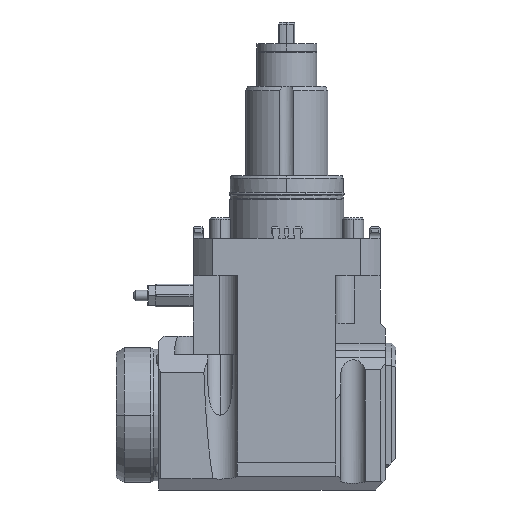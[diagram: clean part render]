
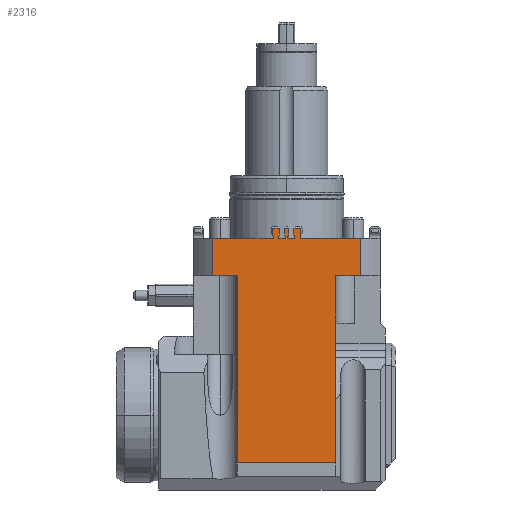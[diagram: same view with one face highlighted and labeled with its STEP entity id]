
A CAD part, front view. The second image highlights one B-rep face of the part: STEP entity #2316.
In plain terms, the highlighted planar face has unit normal (0, -1, 0).
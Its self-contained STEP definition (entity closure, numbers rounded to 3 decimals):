
#749=CARTESIAN_POINT('',(-23.5,-42.,-18.));
#750=VERTEX_POINT('',#749);
#775=CARTESIAN_POINT('',(-23.5,-42.,-88.903));
#776=VERTEX_POINT('',#775);
#783=CARTESIAN_POINT('',(-23.5,-42.,-18.));
#784=DIRECTION('',(0.,0.,-1.));
#785=VECTOR('',#784,70.903);
#786=LINE('',#783,#785);
#787=EDGE_CURVE('',#750,#776,#786,.T.);
#1742=CARTESIAN_POINT('',(-35.511,-42.,0.));
#1743=VERTEX_POINT('',#1742);
#1751=CARTESIAN_POINT('',(-6.546,-42.,-0.));
#1752=VERTEX_POINT('',#1751);
#1753=CARTESIAN_POINT('',(-6.546,-42.,-0.));
#1754=DIRECTION('',(-1.,0.,0.));
#1755=VECTOR('',#1754,28.965);
#1756=LINE('',#1753,#1755);
#1757=EDGE_CURVE('',#1752,#1743,#1756,.T.);
#1775=CARTESIAN_POINT('',(-3.822,-42.,-0.));
#1776=VERTEX_POINT('',#1775);
#1783=CARTESIAN_POINT('',(-0.678,-42.,-0.));
#1784=VERTEX_POINT('',#1783);
#1785=CARTESIAN_POINT('',(-3.822,-42.,-0.));
#1786=DIRECTION('',(1.,0.,-0.));
#1787=VECTOR('',#1786,3.145);
#1788=LINE('',#1785,#1787);
#1789=EDGE_CURVE('',#1776,#1784,#1788,.T.);
#1807=CARTESIAN_POINT('',(0.678,-42.,-0.));
#1808=VERTEX_POINT('',#1807);
#1815=CARTESIAN_POINT('',(3.822,-42.,-0.));
#1816=VERTEX_POINT('',#1815);
#1817=CARTESIAN_POINT('',(0.678,-42.,-0.));
#1818=DIRECTION('',(1.,0.,-0.));
#1819=VECTOR('',#1818,3.145);
#1820=LINE('',#1817,#1819);
#1821=EDGE_CURVE('',#1808,#1816,#1820,.T.);
#1839=CARTESIAN_POINT('',(6.546,-42.,-0.));
#1840=VERTEX_POINT('',#1839);
#1847=CARTESIAN_POINT('',(35.511,-42.,-0.));
#1848=VERTEX_POINT('',#1847);
#1849=CARTESIAN_POINT('',(35.511,-42.,-0.));
#1850=DIRECTION('',(-1.,0.,0.));
#1851=VECTOR('',#1850,28.965);
#1852=LINE('',#1849,#1851);
#1853=EDGE_CURVE('',#1848,#1840,#1852,.T.);
#2123=CARTESIAN_POINT('',(-45.,-42.,0.));
#2124=DIRECTION('',(-0.,-1.,-0.));
#2125=DIRECTION('',(-0.,0.,-1.));
#2126=AXIS2_PLACEMENT_3D('',#2123,#2124,#2125);
#2127=PLANE('',#2126);
#2128=CARTESIAN_POINT('',(-3.5,-42.,1.577));
#2129=VERTEX_POINT('',#2128);
#2130=CARTESIAN_POINT('',(-2.25,-42.,0.5));
#2131=DIRECTION('',(0.,1.,0.));
#2132=DIRECTION('',(0.,-0.,1.));
#2133=AXIS2_PLACEMENT_3D('',#2130,#2131,#2132);
#2134=CIRCLE('',#2133,1.65);
#2135=EDGE_CURVE('',#1776,#2129,#2134,.T.);
#2136=ORIENTED_EDGE('',*,*,#2135,.T.);
#2137=CARTESIAN_POINT('',(-3.5,-42.,4.8));
#2138=VERTEX_POINT('',#2137);
#2139=CARTESIAN_POINT('',(-3.5,-42.,1.577));
#2140=DIRECTION('',(0.,0.,1.));
#2141=VECTOR('',#2140,3.223);
#2142=LINE('',#2139,#2141);
#2143=EDGE_CURVE('',#2129,#2138,#2142,.T.);
#2144=ORIENTED_EDGE('',*,*,#2143,.T.);
#2145=CARTESIAN_POINT('',(-6.805,-42.,4.8));
#2146=VERTEX_POINT('',#2145);
#2147=CARTESIAN_POINT('',(-6.805,-42.,4.8));
#2148=DIRECTION('',(1.,0.,-0.));
#2149=VECTOR('',#2148,3.305);
#2150=LINE('',#2147,#2149);
#2151=EDGE_CURVE('',#2146,#2138,#2150,.T.);
#2152=ORIENTED_EDGE('',*,*,#2151,.F.);
#2153=CARTESIAN_POINT('',(-6.805,-42.,1.759));
#2154=VERTEX_POINT('',#2153);
#2155=CARTESIAN_POINT('',(-6.805,-42.,1.759));
#2156=DIRECTION('',(0.,0.,1.));
#2157=VECTOR('',#2156,3.041);
#2158=LINE('',#2155,#2157);
#2159=EDGE_CURVE('',#2154,#2146,#2158,.T.);
#2160=ORIENTED_EDGE('',*,*,#2159,.F.);
#2161=CARTESIAN_POINT('',(-9.25,-42.,0.5));
#2162=DIRECTION('',(0.,1.,0.));
#2163=DIRECTION('',(0.,-0.,1.));
#2164=AXIS2_PLACEMENT_3D('',#2161,#2162,#2163);
#2165=CIRCLE('',#2164,2.75);
#2166=EDGE_CURVE('',#2154,#1752,#2165,.T.);
#2167=ORIENTED_EDGE('',*,*,#2166,.T.);
#2168=ORIENTED_EDGE('',*,*,#1757,.T.);
#2169=CARTESIAN_POINT('',(-35.511,-42.,-18.));
#2170=VERTEX_POINT('',#2169);
#2171=CARTESIAN_POINT('',(-35.511,-42.,0.));
#2172=DIRECTION('',(0.,0.,-1.));
#2173=VECTOR('',#2172,18.);
#2174=LINE('',#2171,#2173);
#2175=EDGE_CURVE('',#1743,#2170,#2174,.T.);
#2176=ORIENTED_EDGE('',*,*,#2175,.T.);
#2177=CARTESIAN_POINT('',(-23.5,-42.,-18.));
#2178=DIRECTION('',(-1.,0.,0.));
#2179=VECTOR('',#2178,12.011);
#2180=LINE('',#2177,#2179);
#2181=EDGE_CURVE('',#750,#2170,#2180,.T.);
#2182=ORIENTED_EDGE('',*,*,#2181,.F.);
#2183=ORIENTED_EDGE('',*,*,#787,.T.);
#2184=CARTESIAN_POINT('',(-23.665,-42.,-108.));
#2185=VERTEX_POINT('',#2184);
#2186=CARTESIAN_POINT('',(-32.,-42.,-88.903));
#2187=DIRECTION('',(0.,1.,0.));
#2188=DIRECTION('',(0.,0.,-1.));
#2189=AXIS2_PLACEMENT_3D('',#2186,#2187,#2188);
#2190=ELLIPSE('',#2189,97.527,8.5);
#2191=EDGE_CURVE('',#776,#2185,#2190,.T.);
#2192=ORIENTED_EDGE('',*,*,#2191,.T.);
#2193=CARTESIAN_POINT('',(23.5,-42.,-108.));
#2194=VERTEX_POINT('',#2193);
#2195=CARTESIAN_POINT('',(-23.665,-42.,-108.));
#2196=DIRECTION('',(1.,0.,-0.));
#2197=VECTOR('',#2196,47.165);
#2198=LINE('',#2195,#2197);
#2199=EDGE_CURVE('',#2185,#2194,#2198,.T.);
#2200=ORIENTED_EDGE('',*,*,#2199,.T.);
#2201=CARTESIAN_POINT('',(23.5,-42.,-77.5));
#2202=VERTEX_POINT('',#2201);
#2203=CARTESIAN_POINT('',(23.5,-42.,-77.5));
#2204=DIRECTION('',(0.,0.,-1.));
#2205=VECTOR('',#2204,30.5);
#2206=LINE('',#2203,#2205);
#2207=EDGE_CURVE('',#2202,#2194,#2206,.T.);
#2208=ORIENTED_EDGE('',*,*,#2207,.F.);
#2209=CARTESIAN_POINT('',(23.5,-42.,-18.));
#2210=VERTEX_POINT('',#2209);
#2211=CARTESIAN_POINT('',(23.5,-42.,-77.5));
#2212=DIRECTION('',(0.,0.,1.));
#2213=VECTOR('',#2212,59.5);
#2214=LINE('',#2211,#2213);
#2215=EDGE_CURVE('',#2202,#2210,#2214,.T.);
#2216=ORIENTED_EDGE('',*,*,#2215,.T.);
#2217=CARTESIAN_POINT('',(35.511,-42.,-18.));
#2218=VERTEX_POINT('',#2217);
#2219=CARTESIAN_POINT('',(35.511,-42.,-18.));
#2220=DIRECTION('',(-1.,0.,0.));
#2221=VECTOR('',#2220,12.011);
#2222=LINE('',#2219,#2221);
#2223=EDGE_CURVE('',#2218,#2210,#2222,.T.);
#2224=ORIENTED_EDGE('',*,*,#2223,.F.);
#2225=CARTESIAN_POINT('',(35.511,-42.,-18.));
#2226=DIRECTION('',(0.,0.,1.));
#2227=VECTOR('',#2226,18.);
#2228=LINE('',#2225,#2227);
#2229=EDGE_CURVE('',#2218,#1848,#2228,.T.);
#2230=ORIENTED_EDGE('',*,*,#2229,.T.);
#2231=ORIENTED_EDGE('',*,*,#1853,.T.);
#2232=CARTESIAN_POINT('',(6.805,-42.,1.759));
#2233=VERTEX_POINT('',#2232);
#2234=CARTESIAN_POINT('',(9.25,-42.,0.5));
#2235=DIRECTION('',(0.,1.,0.));
#2236=DIRECTION('',(0.,-0.,1.));
#2237=AXIS2_PLACEMENT_3D('',#2234,#2235,#2236);
#2238=CIRCLE('',#2237,2.75);
#2239=EDGE_CURVE('',#1840,#2233,#2238,.T.);
#2240=ORIENTED_EDGE('',*,*,#2239,.T.);
#2241=CARTESIAN_POINT('',(6.805,-42.,4.8));
#2242=VERTEX_POINT('',#2241);
#2243=CARTESIAN_POINT('',(6.805,-42.,4.8));
#2244=DIRECTION('',(0.,0.,-1.));
#2245=VECTOR('',#2244,3.041);
#2246=LINE('',#2243,#2245);
#2247=EDGE_CURVE('',#2242,#2233,#2246,.T.);
#2248=ORIENTED_EDGE('',*,*,#2247,.F.);
#2249=CARTESIAN_POINT('',(3.5,-42.,4.8));
#2250=VERTEX_POINT('',#2249);
#2251=CARTESIAN_POINT('',(3.5,-42.,4.8));
#2252=DIRECTION('',(1.,0.,-0.));
#2253=VECTOR('',#2252,3.305);
#2254=LINE('',#2251,#2253);
#2255=EDGE_CURVE('',#2250,#2242,#2254,.T.);
#2256=ORIENTED_EDGE('',*,*,#2255,.F.);
#2257=CARTESIAN_POINT('',(3.5,-42.,1.577));
#2258=VERTEX_POINT('',#2257);
#2259=CARTESIAN_POINT('',(3.5,-42.,4.8));
#2260=DIRECTION('',(0.,0.,-1.));
#2261=VECTOR('',#2260,3.223);
#2262=LINE('',#2259,#2261);
#2263=EDGE_CURVE('',#2250,#2258,#2262,.T.);
#2264=ORIENTED_EDGE('',*,*,#2263,.T.);
#2265=CARTESIAN_POINT('',(2.25,-42.,0.5));
#2266=DIRECTION('',(0.,1.,0.));
#2267=DIRECTION('',(0.,-0.,1.));
#2268=AXIS2_PLACEMENT_3D('',#2265,#2266,#2267);
#2269=CIRCLE('',#2268,1.65);
#2270=EDGE_CURVE('',#2258,#1816,#2269,.T.);
#2271=ORIENTED_EDGE('',*,*,#2270,.T.);
#2272=ORIENTED_EDGE('',*,*,#1821,.F.);
#2273=CARTESIAN_POINT('',(1.,-42.,1.577));
#2274=VERTEX_POINT('',#2273);
#2275=CARTESIAN_POINT('',(2.25,-42.,0.5));
#2276=DIRECTION('',(0.,1.,0.));
#2277=DIRECTION('',(0.,-0.,1.));
#2278=AXIS2_PLACEMENT_3D('',#2275,#2276,#2277);
#2279=CIRCLE('',#2278,1.65);
#2280=EDGE_CURVE('',#1808,#2274,#2279,.T.);
#2281=ORIENTED_EDGE('',*,*,#2280,.T.);
#2282=CARTESIAN_POINT('',(1.,-42.,4.8));
#2283=VERTEX_POINT('',#2282);
#2284=CARTESIAN_POINT('',(1.,-42.,1.577));
#2285=DIRECTION('',(0.,0.,1.));
#2286=VECTOR('',#2285,3.223);
#2287=LINE('',#2284,#2286);
#2288=EDGE_CURVE('',#2274,#2283,#2287,.T.);
#2289=ORIENTED_EDGE('',*,*,#2288,.T.);
#2290=CARTESIAN_POINT('',(-1.,-42.,4.8));
#2291=VERTEX_POINT('',#2290);
#2292=CARTESIAN_POINT('',(-1.,-42.,4.8));
#2293=DIRECTION('',(1.,0.,-0.));
#2294=VECTOR('',#2293,2.);
#2295=LINE('',#2292,#2294);
#2296=EDGE_CURVE('',#2291,#2283,#2295,.T.);
#2297=ORIENTED_EDGE('',*,*,#2296,.F.);
#2298=CARTESIAN_POINT('',(-1.,-42.,1.577));
#2299=VERTEX_POINT('',#2298);
#2300=CARTESIAN_POINT('',(-1.,-42.,4.8));
#2301=DIRECTION('',(0.,0.,-1.));
#2302=VECTOR('',#2301,3.223);
#2303=LINE('',#2300,#2302);
#2304=EDGE_CURVE('',#2291,#2299,#2303,.T.);
#2305=ORIENTED_EDGE('',*,*,#2304,.T.);
#2306=CARTESIAN_POINT('',(-2.25,-42.,0.5));
#2307=DIRECTION('',(0.,1.,0.));
#2308=DIRECTION('',(0.,-0.,1.));
#2309=AXIS2_PLACEMENT_3D('',#2306,#2307,#2308);
#2310=CIRCLE('',#2309,1.65);
#2311=EDGE_CURVE('',#2299,#1784,#2310,.T.);
#2312=ORIENTED_EDGE('',*,*,#2311,.T.);
#2313=ORIENTED_EDGE('',*,*,#1789,.F.);
#2314=EDGE_LOOP('',(#2136,#2144,#2152,#2160,#2167,#2168,#2176,#2182,#2183,#2192,#2200,#2208,#2216,#2224,#2230,#2231,#2240,#2248,#2256,#2264,#2271,#2272,#2281,#2289,#2297,#2305,
#2312,#2313));
#2315=FACE_BOUND('',#2314,.T.);
#2316=ADVANCED_FACE('',(#2315),#2127,.T.);
